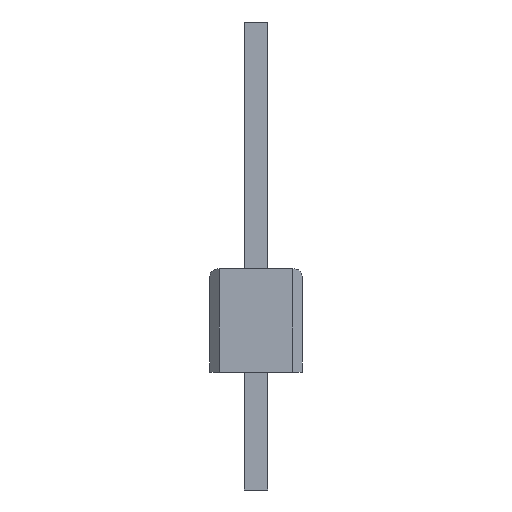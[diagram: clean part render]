
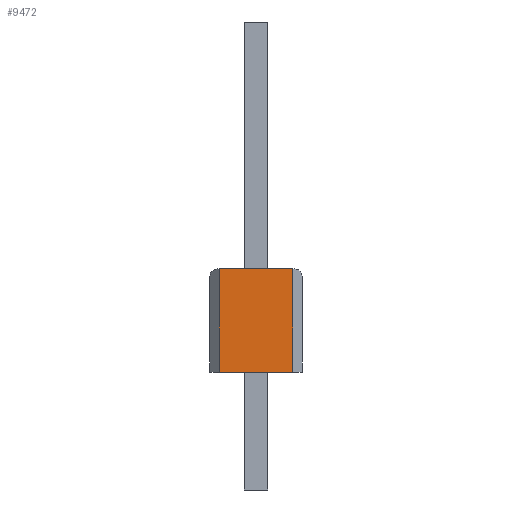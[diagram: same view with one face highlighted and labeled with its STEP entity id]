
A CAD part, left-side view. The second image highlights one B-rep face of the part: STEP entity #9472.
In plain terms, the highlighted planar face has unit normal (-1, 0, 0).
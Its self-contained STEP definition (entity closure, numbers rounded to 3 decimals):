
#134=DIRECTION('',(0.,0.,-1.));
#135=VECTOR('',#134,2.8);
#136=CARTESIAN_POINT('',(-45.72,1.,0.));
#137=LINE('',#136,#135);
#138=DIRECTION('',(0.,-1.,0.));
#139=VECTOR('',#138,2.);
#140=CARTESIAN_POINT('',(-45.72,1.,0.));
#141=LINE('',#140,#139);
#142=DIRECTION('',(0.,0.,-1.));
#143=VECTOR('',#142,2.8);
#144=CARTESIAN_POINT('',(-45.72,-1.,0.));
#145=LINE('',#144,#143);
#154=DIRECTION('',(0.,-1.,0.));
#155=VECTOR('',#154,2.);
#156=CARTESIAN_POINT('',(-45.72,1.,-2.8));
#157=LINE('',#156,#155);
#7486=CARTESIAN_POINT('',(-45.72,1.,0.));
#7487=CARTESIAN_POINT('',(-45.72,-1.,0.));
#7488=VERTEX_POINT('',#7486);
#7489=VERTEX_POINT('',#7487);
#7588=CARTESIAN_POINT('',(-45.72,1.,-2.8));
#7589=VERTEX_POINT('',#7588);
#7590=CARTESIAN_POINT('',(-45.72,-1.,-2.8));
#7591=VERTEX_POINT('',#7590);
#9457=CARTESIAN_POINT('',(-45.72,0.,0.));
#9458=DIRECTION('',(1.,0.,0.));
#9459=DIRECTION('',(0.,0.,-1.));
#9460=AXIS2_PLACEMENT_3D('',#9457,#9458,#9459);
#9461=PLANE('',#9460);
#9463=ORIENTED_EDGE('',*,*,#9462,.F.);
#9465=ORIENTED_EDGE('',*,*,#9464,.F.);
#9467=ORIENTED_EDGE('',*,*,#9466,.T.);
#9469=ORIENTED_EDGE('',*,*,#9468,.T.);
#9470=EDGE_LOOP('',(#9463,#9465,#9467,#9469));
#9471=FACE_OUTER_BOUND('',#9470,.F.);
#9462=EDGE_CURVE('',#7589,#7591,#157,.T.);
#9464=EDGE_CURVE('',#7488,#7589,#137,.T.);
#9466=EDGE_CURVE('',#7488,#7489,#141,.T.);
#9468=EDGE_CURVE('',#7489,#7591,#145,.T.);
#9472=ADVANCED_FACE('',(#9471),#9461,.F.);
